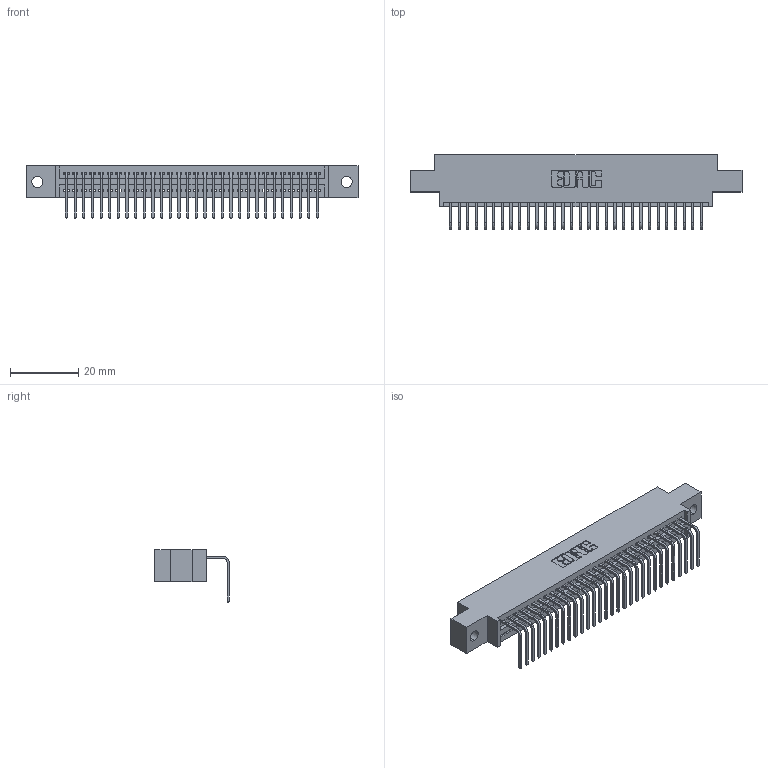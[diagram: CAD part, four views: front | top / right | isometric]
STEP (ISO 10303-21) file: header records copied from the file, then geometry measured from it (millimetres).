
FILE_DESCRIPTION (( 'STEP AP203' ), '1' );
FILE_NAME ('345-030-558-602.STEP', '2018-08-23T07:56:31', ( '' ), ( '' ), 'SwSTEP 2.0', 'SolidWorks 2016', '' );
FILE_SCHEMA (( 'CONFIG_CONTROL_DESIGN' ));
Length unit declared in the file: inch
Products named in the file (3): 345-030-558-602; 345 Part_0.170 Offset - 0.128 Dia; 345-292-001_558 Tail - 2
Assembly tree (31 placements, depth 2):
  345-030-558-602
    345 Part_0.170 Offset - 0.128 Dia
    345-292-001_558 Tail - 2  x30
Bounding box: 97.41 x 21.83 x 15.37 mm (x, y, z)
Volume: 9103.6 mm3; surface area: 12377.1 mm2
Topology: 31 solids, 31 shells, 1930 faces, 5813 edges, 3834 vertices
Faces by surface type: plane 1344, cylinder 586
Entity records: 24413 total; most frequent: CARTESIAN_POINT 4238, ORIENTED_EDGE 4202, DIRECTION 3717, EDGE_CURVE 2101, VECTOR 1849, LINE 1849, VERTEX_POINT 1398, AXIS2_PLACEMENT_3D 934
